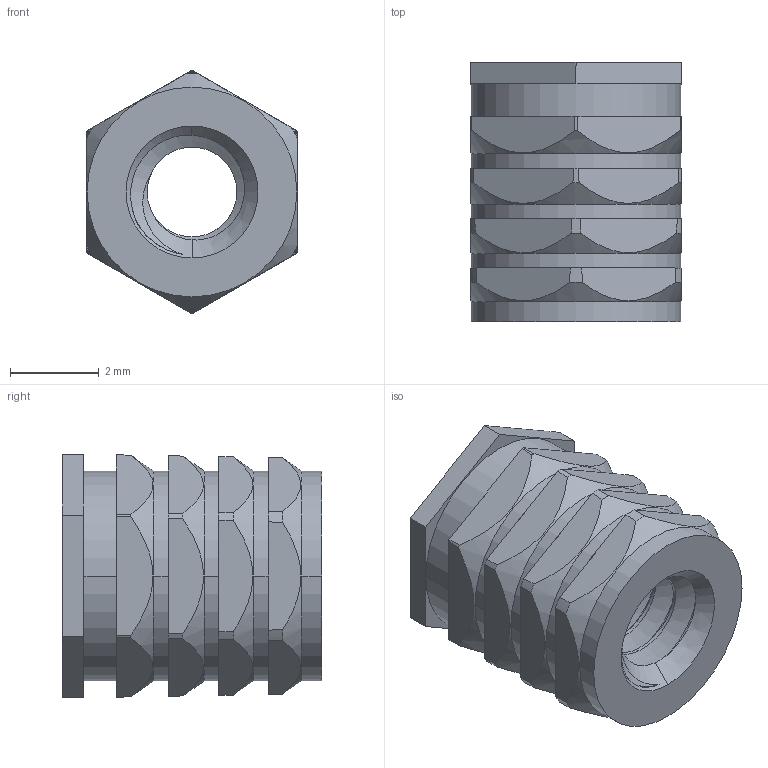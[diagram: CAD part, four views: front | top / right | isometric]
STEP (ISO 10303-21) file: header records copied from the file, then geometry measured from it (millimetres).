
FILE_DESCRIPTION (( 'STEP AP203' ), '1' );
FILE_NAME ('92398A112.step', '2012-10-29T15:29:21', ( 't2jrg' ), ( '' ), 'SwSTEP 2.0', 'SolidWorks 2009', '' );
FILE_SCHEMA (( 'CONFIG_CONTROL_DESIGN' ));
Length unit declared in the file: inch
Products named in the file (1): 92398A112
Bounding box: 4.75 x 5.84 x 5.48 mm (x, y, z)
Volume: 80.2 mm3; surface area: 204.2 mm2
Topology: 1 solids, 1 shells, 103 faces, 279 edges, 183 vertices
Faces by surface type: cone 37, plane 37, cylinder 26, bspline 3
Entity records: 6138 total; most frequent: CARTESIAN_POINT 3682, ORIENTED_EDGE 558, DIRECTION 430, EDGE_CURVE 279, VERTEX_POINT 183, AXIS2_PLACEMENT_3D 175, EDGE_LOOP 110, FACE_OUTER_BOUND 103
